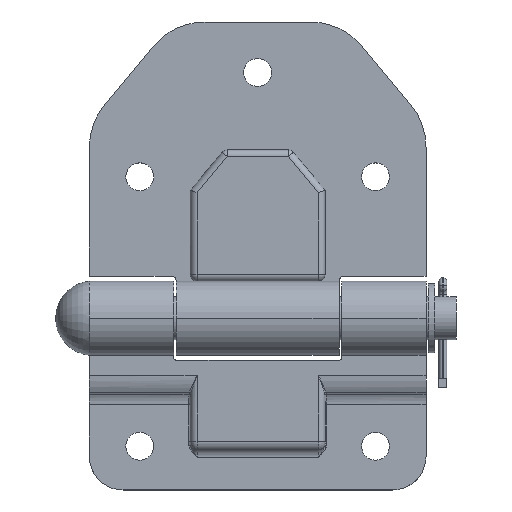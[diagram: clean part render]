
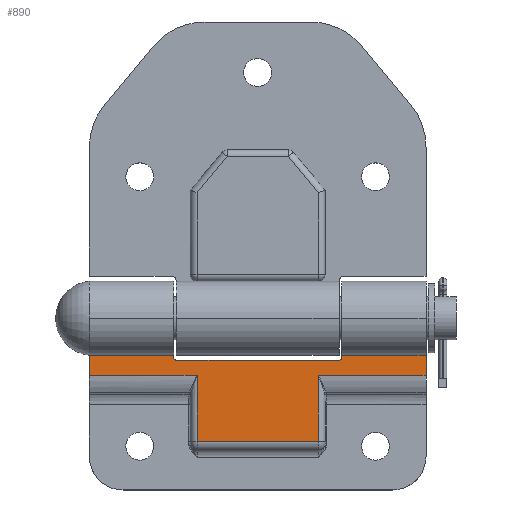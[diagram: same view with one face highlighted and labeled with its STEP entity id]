
A CAD part, top view. The second image highlights one B-rep face of the part: STEP entity #890.
In plain terms, the highlighted planar face has unit normal (0, 0, 1).
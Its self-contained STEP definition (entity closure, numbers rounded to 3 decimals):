
#799 = VERTEX_POINT ( 'NONE', #2570 ) ;
#837 = VERTEX_POINT ( 'NONE', #2623 ) ;
#839 = EDGE_CURVE ( 'NONE', #837, #840, #2685, .T. ) ;
#840 = VERTEX_POINT ( 'NONE', #2681 ) ;
#849 = VERTEX_POINT ( 'NONE', #2660 ) ;
#858 = VERTEX_POINT ( 'NONE', #2710 ) ;
#860 = EDGE_CURVE ( 'NONE', #799, #858, #2709, .T. ) ;
#878 = ORIENTED_EDGE ( 'NONE', *, *, #879, .T. ) ;
#879 = EDGE_CURVE ( 'NONE', #962, #880, #2732, .T. ) ;
#880 = VERTEX_POINT ( 'NONE', #2727 ) ;
#890 = ADVANCED_FACE ( 'NONE', ( #2772 ), #2771, .F. ) ;
#891 = EDGE_LOOP ( 'NONE', ( #892, #893, #954, #957, #959, #960, #878, #940, #943, #946, #948, #949, #952, #927 ) ) ;
#892 = ORIENTED_EDGE ( 'NONE', *, *, #839, .F. ) ;
#893 = ORIENTED_EDGE ( 'NONE', *, *, #894, .T. ) ;
#894 = EDGE_CURVE ( 'NONE', #837, #953, #2766, .T. ) ;
#910 = VERTEX_POINT ( 'NONE', #2795 ) ;
#912 = EDGE_CURVE ( 'NONE', #849, #910, #2794, .T. ) ;
#925 = EDGE_CURVE ( 'NONE', #926, #951, #2831, .T. ) ;
#926 = VERTEX_POINT ( 'NONE', #2827 ) ;
#927 = ORIENTED_EDGE ( 'NONE', *, *, #928, .T. ) ;
#928 = EDGE_CURVE ( 'NONE', #926, #840, #2826, .T. ) ;
#940 = ORIENTED_EDGE ( 'NONE', *, *, #941, .T. ) ;
#941 = EDGE_CURVE ( 'NONE', #880, #942, #2867, .T. ) ;
#942 = VERTEX_POINT ( 'NONE', #2863 ) ;
#943 = ORIENTED_EDGE ( 'NONE', *, *, #944, .T. ) ;
#944 = EDGE_CURVE ( 'NONE', #942, #945, #2862, .T. ) ;
#945 = VERTEX_POINT ( 'NONE', #2857 ) ;
#946 = ORIENTED_EDGE ( 'NONE', *, *, #947, .T. ) ;
#947 = EDGE_CURVE ( 'NONE', #945, #849, #2856, .T. ) ;
#948 = ORIENTED_EDGE ( 'NONE', *, *, #912, .T. ) ;
#949 = ORIENTED_EDGE ( 'NONE', *, *, #950, .T. ) ;
#950 = EDGE_CURVE ( 'NONE', #910, #951, #2852, .T. ) ;
#951 = VERTEX_POINT ( 'NONE', #2848 ) ;
#952 = ORIENTED_EDGE ( 'NONE', *, *, #925, .F. ) ;
#953 = VERTEX_POINT ( 'NONE', #2847 ) ;
#954 = ORIENTED_EDGE ( 'NONE', *, *, #955, .T. ) ;
#955 = EDGE_CURVE ( 'NONE', #953, #956, #2846, .T. ) ;
#956 = VERTEX_POINT ( 'NONE', #2906 ) ;
#957 = ORIENTED_EDGE ( 'NONE', *, *, #958, .F. ) ;
#958 = EDGE_CURVE ( 'NONE', #799, #956, #2905, .T. ) ;
#959 = ORIENTED_EDGE ( 'NONE', *, *, #860, .T. ) ;
#960 = ORIENTED_EDGE ( 'NONE', *, *, #961, .T. ) ;
#961 = EDGE_CURVE ( 'NONE', #858, #962, #2901, .T. ) ;
#962 = VERTEX_POINT ( 'NONE', #2897 ) ;
#2570 = CARTESIAN_POINT ( 'NONE',  ( 50., -8.485, -7. ) ) ;
#2623 = CARTESIAN_POINT ( 'NONE',  ( 18., -36.573, -7. ) ) ;
#2660 = CARTESIAN_POINT ( 'NONE',  ( -25., -8.485, -7. ) ) ;
#2681 = CARTESIAN_POINT ( 'NONE',  ( -18., -36.573, -7. ) ) ;
#2682 = DIRECTION ( 'NONE',  ( -1., 0., 0. ) ) ;
#2683 = VECTOR ( 'NONE', #2682, 1000. ) ;
#2684 = CARTESIAN_POINT ( 'NONE',  ( 50., -36.573, -7. ) ) ;
#2685 = LINE ( 'NONE', #2684, #2683 ) ;
#2706 = DIRECTION ( 'NONE',  ( -1., 0., 0. ) ) ;
#2707 = VECTOR ( 'NONE', #2706, 1000. ) ;
#2708 = CARTESIAN_POINT ( 'NONE',  ( 50., -8.485, -7. ) ) ;
#2709 = LINE ( 'NONE', #2708, #2707 ) ;
#2710 = CARTESIAN_POINT ( 'NONE',  ( 25., -8.485, -7. ) ) ;
#2727 = CARTESIAN_POINT ( 'NONE',  ( 24., -12.5, -7. ) ) ;
#2728 = DIRECTION ( 'NONE',  ( -1., 0., 0. ) ) ;
#2729 = DIRECTION ( 'NONE',  ( 0., 0., -1. ) ) ;
#2730 = CARTESIAN_POINT ( 'NONE',  ( 24., -11.5, -7. ) ) ;
#2731 = AXIS2_PLACEMENT_3D ( 'NONE', #2730, #2729, #2728 ) ;
#2732 = CIRCLE ( 'NONE', #2731, 1. ) ;
#2763 = DIRECTION ( 'NONE',  ( 0., 1., 0. ) ) ;
#2764 = VECTOR ( 'NONE', #2763, 1000. ) ;
#2765 = CARTESIAN_POINT ( 'NONE',  ( 18., -16.99, -7. ) ) ;
#2766 = LINE ( 'NONE', #2765, #2764 ) ;
#2767 = DIRECTION ( 'NONE',  ( -1., 0., 0. ) ) ;
#2768 = DIRECTION ( 'NONE',  ( 0., 0., -1. ) ) ;
#2769 = CARTESIAN_POINT ( 'NONE',  ( 50., -36.573, -7. ) ) ;
#2770 = AXIS2_PLACEMENT_3D ( 'NONE', #2769, #2768, #2767 ) ;
#2771 = PLANE ( 'NONE',  #2770 ) ;
#2772 = FACE_OUTER_BOUND ( 'NONE', #891, .T. ) ;
#2791 = DIRECTION ( 'NONE',  ( -1., 0., 0. ) ) ;
#2792 = VECTOR ( 'NONE', #2791, 1000. ) ;
#2793 = CARTESIAN_POINT ( 'NONE',  ( 50., -8.485, -7. ) ) ;
#2794 = LINE ( 'NONE', #2793, #2792 ) ;
#2795 = CARTESIAN_POINT ( 'NONE',  ( -50., -8.485, -7. ) ) ;
#2823 = DIRECTION ( 'NONE',  ( 0., -1., 0. ) ) ;
#2824 = VECTOR ( 'NONE', #2823, 1000. ) ;
#2825 = CARTESIAN_POINT ( 'NONE',  ( -18., -36.573, -7. ) ) ;
#2826 = LINE ( 'NONE', #2825, #2824 ) ;
#2827 = CARTESIAN_POINT ( 'NONE',  ( -18., -16.99, -7. ) ) ;
#2828 = DIRECTION ( 'NONE',  ( -1., 0., 0. ) ) ;
#2829 = VECTOR ( 'NONE', #2828, 1000. ) ;
#2830 = CARTESIAN_POINT ( 'NONE',  ( -20., -16.99, -7. ) ) ;
#2831 = LINE ( 'NONE', #2830, #2829 ) ;
#2846 = LINE ( 'NONE', #2909, #2908 ) ;
#2847 = CARTESIAN_POINT ( 'NONE',  ( 18., -16.99, -7. ) ) ;
#2848 = CARTESIAN_POINT ( 'NONE',  ( -50., -16.99, -7. ) ) ;
#2849 = DIRECTION ( 'NONE',  ( 0., -1., 0. ) ) ;
#2850 = VECTOR ( 'NONE', #2849, 1000. ) ;
#2851 = CARTESIAN_POINT ( 'NONE',  ( -50., -36.573, -7. ) ) ;
#2852 = LINE ( 'NONE', #2851, #2850 ) ;
#2853 = DIRECTION ( 'NONE',  ( 0., 1., 0. ) ) ;
#2854 = VECTOR ( 'NONE', #2853, 1000. ) ;
#2855 = CARTESIAN_POINT ( 'NONE',  ( -25., -36.573, -7. ) ) ;
#2856 = LINE ( 'NONE', #2855, #2854 ) ;
#2857 = CARTESIAN_POINT ( 'NONE',  ( -25., -11.5, -7. ) ) ;
#2858 = DIRECTION ( 'NONE',  ( -1., 0., 0. ) ) ;
#2859 = DIRECTION ( 'NONE',  ( 0., 0., -1. ) ) ;
#2860 = CARTESIAN_POINT ( 'NONE',  ( -24., -11.5, -7. ) ) ;
#2861 = AXIS2_PLACEMENT_3D ( 'NONE', #2860, #2859, #2858 ) ;
#2862 = CIRCLE ( 'NONE', #2861, 1. ) ;
#2863 = CARTESIAN_POINT ( 'NONE',  ( -24., -12.5, -7. ) ) ;
#2864 = DIRECTION ( 'NONE',  ( -1., 0., 0. ) ) ;
#2865 = VECTOR ( 'NONE', #2864, 1000. ) ;
#2866 = CARTESIAN_POINT ( 'NONE',  ( 50., -12.5, -7. ) ) ;
#2867 = LINE ( 'NONE', #2866, #2865 ) ;
#2897 = CARTESIAN_POINT ( 'NONE',  ( 25., -11.5, -7. ) ) ;
#2898 = DIRECTION ( 'NONE',  ( 0., -1., 0. ) ) ;
#2899 = VECTOR ( 'NONE', #2898, 1000. ) ;
#2900 = CARTESIAN_POINT ( 'NONE',  ( 25., -36.573, -7. ) ) ;
#2901 = LINE ( 'NONE', #2900, #2899 ) ;
#2902 = DIRECTION ( 'NONE',  ( 0., -1., 0. ) ) ;
#2903 = VECTOR ( 'NONE', #2902, 1000. ) ;
#2904 = CARTESIAN_POINT ( 'NONE',  ( 50., -8.485, -7. ) ) ;
#2905 = LINE ( 'NONE', #2904, #2903 ) ;
#2906 = CARTESIAN_POINT ( 'NONE',  ( 50., -16.99, -7. ) ) ;
#2907 = DIRECTION ( 'NONE',  ( 1., 0., 0. ) ) ;
#2908 = VECTOR ( 'NONE', #2907, 1000. ) ;
#2909 = CARTESIAN_POINT ( 'NONE',  ( 20., -16.99, -7. ) ) ;
